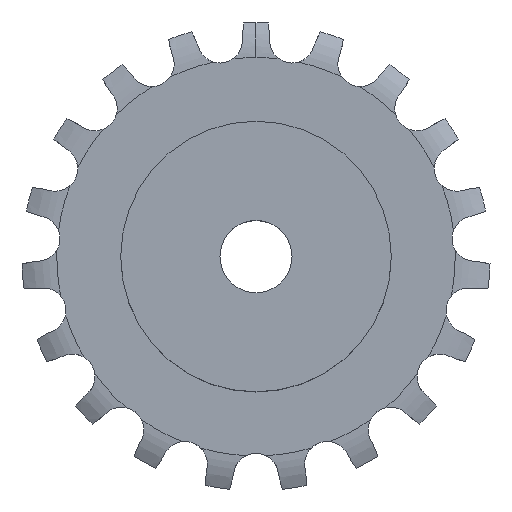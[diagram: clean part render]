
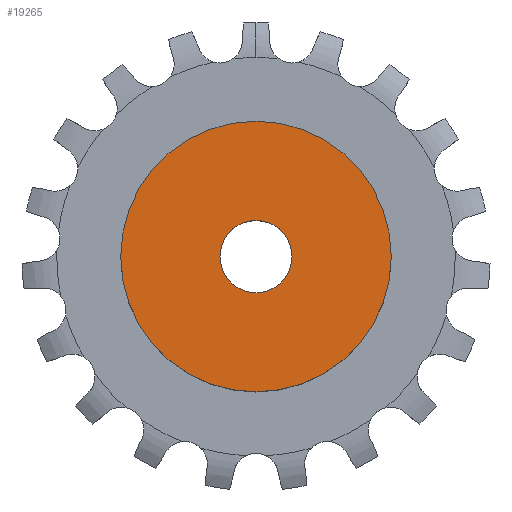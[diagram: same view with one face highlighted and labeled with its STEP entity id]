
A CAD part, top view. The second image highlights one B-rep face of the part: STEP entity #19265.
In plain terms, the highlighted planar face has unit normal (0, 0, 1).
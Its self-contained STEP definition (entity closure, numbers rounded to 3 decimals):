
#5668 = CYLINDRICAL_SURFACE('',#5669,15.);
#5669 = AXIS2_PLACEMENT_3D('',#5670,#5671,#5672);
#5670 = CARTESIAN_POINT('',(0.,0.,0.));
#5671 = DIRECTION('',(-0.,-0.,-1.));
#5672 = DIRECTION('',(1.,0.,0.));
#15733 = CYLINDRICAL_SURFACE('',#15734,4.);
#15734 = AXIS2_PLACEMENT_3D('',#15735,#15736,#15737);
#15735 = CARTESIAN_POINT('',(0.,0.,75.446));
#15736 = DIRECTION('',(0.,0.,1.));
#15737 = DIRECTION('',(1.,0.,-0.));
#18005 = VERTEX_POINT('',#18006);
#18006 = CARTESIAN_POINT('',(15.,0.,14.));
#18027 = EDGE_CURVE('',#18005,#18005,#18028,.T.);
#18028 = SURFACE_CURVE('',#18029,(#18034,#18041),.PCURVE_S1.);
#18029 = CIRCLE('',#18030,15.);
#18030 = AXIS2_PLACEMENT_3D('',#18031,#18032,#18033);
#18031 = CARTESIAN_POINT('',(0.,0.,14.));
#18032 = DIRECTION('',(0.,0.,1.));
#18033 = DIRECTION('',(1.,0.,0.));
#18034 = PCURVE('',#5668,#18035);
#18035 = DEFINITIONAL_REPRESENTATION('',(#18036),#18040);
#18036 = LINE('',#18037,#18038);
#18037 = CARTESIAN_POINT('',(-0.,-14.));
#18038 = VECTOR('',#18039,1.);
#18039 = DIRECTION('',(-1.,0.));
#18040 = ( GEOMETRIC_REPRESENTATION_CONTEXT(2) 
PARAMETRIC_REPRESENTATION_CONTEXT() REPRESENTATION_CONTEXT('2D SPACE',''
  ) );
#18041 = PCURVE('',#18042,#18047);
#18042 = PLANE('',#18043);
#18043 = AXIS2_PLACEMENT_3D('',#18044,#18045,#18046);
#18044 = CARTESIAN_POINT('',(0.,0.,14.));
#18045 = DIRECTION('',(-0.,0.,1.));
#18046 = DIRECTION('',(0.,-1.,0.));
#18047 = DEFINITIONAL_REPRESENTATION('',(#18048),#18052);
#18048 = CIRCLE('',#18049,15.);
#18049 = AXIS2_PLACEMENT_2D('',#18050,#18051);
#18050 = CARTESIAN_POINT('',(0.,0.));
#18051 = DIRECTION('',(0.,1.));
#18052 = ( GEOMETRIC_REPRESENTATION_CONTEXT(2) 
PARAMETRIC_REPRESENTATION_CONTEXT() REPRESENTATION_CONTEXT('2D SPACE',''
  ) );
#19219 = EDGE_CURVE('',#19220,#19220,#19222,.T.);
#19220 = VERTEX_POINT('',#19221);
#19221 = CARTESIAN_POINT('',(4.,0.,14.));
#19222 = SURFACE_CURVE('',#19223,(#19228,#19235),.PCURVE_S1.);
#19223 = CIRCLE('',#19224,4.);
#19224 = AXIS2_PLACEMENT_3D('',#19225,#19226,#19227);
#19225 = CARTESIAN_POINT('',(0.,0.,14.));
#19226 = DIRECTION('',(0.,0.,1.));
#19227 = DIRECTION('',(1.,0.,-0.));
#19228 = PCURVE('',#15733,#19229);
#19229 = DEFINITIONAL_REPRESENTATION('',(#19230),#19234);
#19230 = LINE('',#19231,#19232);
#19231 = CARTESIAN_POINT('',(0.,-61.446));
#19232 = VECTOR('',#19233,1.);
#19233 = DIRECTION('',(1.,0.));
#19234 = ( GEOMETRIC_REPRESENTATION_CONTEXT(2) 
PARAMETRIC_REPRESENTATION_CONTEXT() REPRESENTATION_CONTEXT('2D SPACE',''
  ) );
#19235 = PCURVE('',#18042,#19236);
#19236 = DEFINITIONAL_REPRESENTATION('',(#19237),#19241);
#19237 = CIRCLE('',#19238,4.);
#19238 = AXIS2_PLACEMENT_2D('',#19239,#19240);
#19239 = CARTESIAN_POINT('',(0.,0.));
#19240 = DIRECTION('',(0.,1.));
#19241 = ( GEOMETRIC_REPRESENTATION_CONTEXT(2) 
PARAMETRIC_REPRESENTATION_CONTEXT() REPRESENTATION_CONTEXT('2D SPACE',''
  ) );
#19265 = ADVANCED_FACE('',(#19266,#19269),#18042,.T.);
#19266 = FACE_BOUND('',#19267,.T.);
#19267 = EDGE_LOOP('',(#19268));
#19268 = ORIENTED_EDGE('',*,*,#18027,.T.);
#19269 = FACE_BOUND('',#19270,.T.);
#19270 = EDGE_LOOP('',(#19271));
#19271 = ORIENTED_EDGE('',*,*,#19219,.F.);
